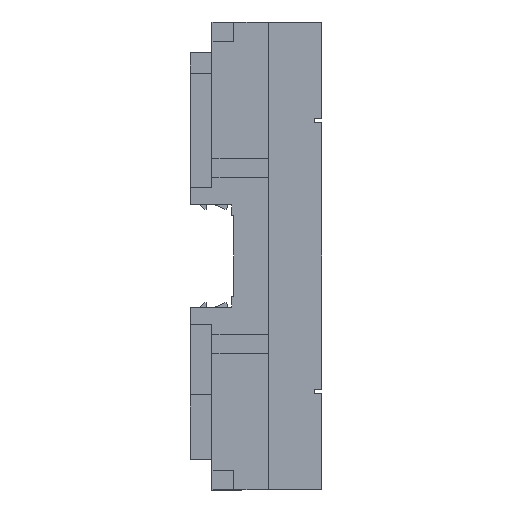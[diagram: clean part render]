
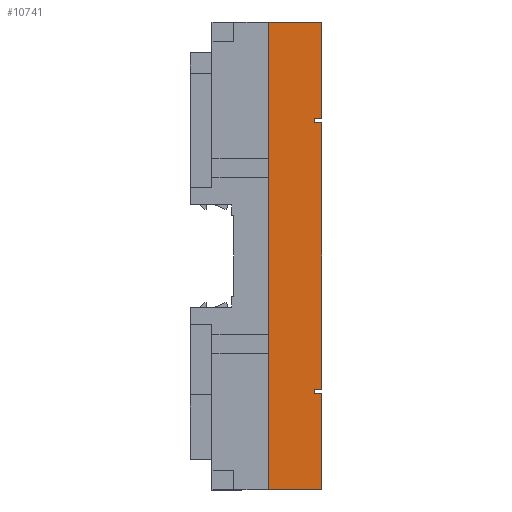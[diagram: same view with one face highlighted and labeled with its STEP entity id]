
A CAD part, front view. The second image highlights one B-rep face of the part: STEP entity #10741.
In plain terms, the highlighted face is planar.
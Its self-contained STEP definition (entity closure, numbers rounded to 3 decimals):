
#10641=AXIS2_PLACEMENT_3D('Plane Axis2P3D',#10638,#10639,#10640) ;
#10638=CARTESIAN_POINT('Axis2P3D Location',(-112.5,80.,0.)) ;
#10643=CARTESIAN_POINT('Line Origine',(-112.5,0.,18.4)) ;
#10647=CARTESIAN_POINT('Vertex',(-112.5,45.5,18.4)) ;
#10649=CARTESIAN_POINT('Vertex',(-112.5,-45.5,18.4)) ;
#10652=CARTESIAN_POINT('Line Origine',(-112.5,45.5,17.15)) ;
#10656=CARTESIAN_POINT('Vertex',(-112.5,45.5,15.9)) ;
#10659=CARTESIAN_POINT('Line Origine',(-112.5,46.25,15.9)) ;
#10663=CARTESIAN_POINT('Vertex',(-112.5,47.,15.9)) ;
#10666=CARTESIAN_POINT('Line Origine',(-112.5,47.,17.15)) ;
#10670=CARTESIAN_POINT('Vertex',(-112.5,47.,18.4)) ;
#10673=CARTESIAN_POINT('Line Origine',(-112.5,63.5,18.4)) ;
#10677=CARTESIAN_POINT('Vertex',(-112.5,80.,18.4)) ;
#10680=CARTESIAN_POINT('Line Origine',(-112.5,80.,9.2)) ;
#10684=CARTESIAN_POINT('Vertex',(-112.5,80.,0.)) ;
#10687=CARTESIAN_POINT('Line Origine',(-112.5,0.,0.)) ;
#10691=CARTESIAN_POINT('Vertex',(-112.5,-80.,0.)) ;
#10694=CARTESIAN_POINT('Line Origine',(-112.5,-80.,9.2)) ;
#10698=CARTESIAN_POINT('Vertex',(-112.5,-80.,18.4)) ;
#10701=CARTESIAN_POINT('Line Origine',(-112.5,-63.5,18.4)) ;
#10705=CARTESIAN_POINT('Vertex',(-112.5,-47.,18.4)) ;
#10708=CARTESIAN_POINT('Line Origine',(-112.5,-47.,17.15)) ;
#10712=CARTESIAN_POINT('Vertex',(-112.5,-47.,15.9)) ;
#10715=CARTESIAN_POINT('Line Origine',(-112.5,-46.25,15.9)) ;
#10719=CARTESIAN_POINT('Vertex',(-112.5,-45.5,15.9)) ;
#10722=CARTESIAN_POINT('Line Origine',(-112.5,-45.5,17.15)) ;
#10639=DIRECTION('Axis2P3D Direction',(-1.,0.,0.)) ;
#10640=DIRECTION('Axis2P3D XDirection',(0.,-1.,0.)) ;
#10644=DIRECTION('Vector Direction',(0.,-1.,0.)) ;
#10653=DIRECTION('Vector Direction',(0.,0.,-1.)) ;
#10660=DIRECTION('Vector Direction',(0.,-1.,0.)) ;
#10667=DIRECTION('Vector Direction',(0.,0.,-1.)) ;
#10674=DIRECTION('Vector Direction',(0.,-1.,0.)) ;
#10681=DIRECTION('Vector Direction',(0.,0.,1.)) ;
#10688=DIRECTION('Vector Direction',(0.,-1.,0.)) ;
#10695=DIRECTION('Vector Direction',(0.,0.,1.)) ;
#10702=DIRECTION('Vector Direction',(0.,-1.,0.)) ;
#10709=DIRECTION('Vector Direction',(0.,0.,-1.)) ;
#10716=DIRECTION('Vector Direction',(0.,1.,0.)) ;
#10723=DIRECTION('Vector Direction',(0.,0.,-1.)) ;
#10645=VECTOR('Line Direction',#10644,1.) ;
#10654=VECTOR('Line Direction',#10653,1.) ;
#10661=VECTOR('Line Direction',#10660,1.) ;
#10668=VECTOR('Line Direction',#10667,1.) ;
#10675=VECTOR('Line Direction',#10674,1.) ;
#10682=VECTOR('Line Direction',#10681,1.) ;
#10689=VECTOR('Line Direction',#10688,1.) ;
#10696=VECTOR('Line Direction',#10695,1.) ;
#10703=VECTOR('Line Direction',#10702,1.) ;
#10710=VECTOR('Line Direction',#10709,1.) ;
#10717=VECTOR('Line Direction',#10716,1.) ;
#10724=VECTOR('Line Direction',#10723,1.) ;
#10728=ORIENTED_EDGE('',*,*,#10651,.F.) ;
#10729=ORIENTED_EDGE('',*,*,#10658,.T.) ;
#10730=ORIENTED_EDGE('',*,*,#10665,.T.) ;
#10731=ORIENTED_EDGE('',*,*,#10672,.F.) ;
#10732=ORIENTED_EDGE('',*,*,#10679,.F.) ;
#10733=ORIENTED_EDGE('',*,*,#10686,.F.) ;
#10734=ORIENTED_EDGE('',*,*,#10693,.T.) ;
#10735=ORIENTED_EDGE('',*,*,#10700,.T.) ;
#10736=ORIENTED_EDGE('',*,*,#10707,.F.) ;
#10737=ORIENTED_EDGE('',*,*,#10714,.T.) ;
#10738=ORIENTED_EDGE('',*,*,#10721,.T.) ;
#10739=ORIENTED_EDGE('',*,*,#10726,.F.) ;
#10741=ADVANCED_FACE('Frontplatte',(#10740),#10642,.T.) ;
#10651=EDGE_CURVE('',#10648,#10650,#10646,.T.) ;
#10658=EDGE_CURVE('',#10648,#10657,#10655,.T.) ;
#10665=EDGE_CURVE('',#10657,#10664,#10662,.F.) ;
#10672=EDGE_CURVE('',#10671,#10664,#10669,.T.) ;
#10679=EDGE_CURVE('',#10678,#10671,#10676,.T.) ;
#10686=EDGE_CURVE('',#10685,#10678,#10683,.T.) ;
#10693=EDGE_CURVE('',#10685,#10692,#10690,.T.) ;
#10700=EDGE_CURVE('',#10692,#10699,#10697,.T.) ;
#10707=EDGE_CURVE('',#10706,#10699,#10704,.T.) ;
#10714=EDGE_CURVE('',#10706,#10713,#10711,.T.) ;
#10721=EDGE_CURVE('',#10713,#10720,#10718,.T.) ;
#10726=EDGE_CURVE('',#10650,#10720,#10725,.T.) ;
#10727=EDGE_LOOP('',(#10728,#10729,#10730,#10731,#10732,#10733,#10734,#10735,#10736,#10737,#10738,#10739)) ;
#10740=FACE_OUTER_BOUND('',#10727,.T.) ;
#10646=LINE('Line',#10643,#10645) ;
#10655=LINE('Line',#10652,#10654) ;
#10662=LINE('Line',#10659,#10661) ;
#10669=LINE('Line',#10666,#10668) ;
#10676=LINE('Line',#10673,#10675) ;
#10683=LINE('Line',#10680,#10682) ;
#10690=LINE('Line',#10687,#10689) ;
#10697=LINE('Line',#10694,#10696) ;
#10704=LINE('Line',#10701,#10703) ;
#10711=LINE('Line',#10708,#10710) ;
#10718=LINE('Line',#10715,#10717) ;
#10725=LINE('Line',#10722,#10724) ;
#10642=PLANE('',#10641) ;
#10648=VERTEX_POINT('',#10647) ;
#10650=VERTEX_POINT('',#10649) ;
#10657=VERTEX_POINT('',#10656) ;
#10664=VERTEX_POINT('',#10663) ;
#10671=VERTEX_POINT('',#10670) ;
#10678=VERTEX_POINT('',#10677) ;
#10685=VERTEX_POINT('',#10684) ;
#10692=VERTEX_POINT('',#10691) ;
#10699=VERTEX_POINT('',#10698) ;
#10706=VERTEX_POINT('',#10705) ;
#10713=VERTEX_POINT('',#10712) ;
#10720=VERTEX_POINT('',#10719) ;
